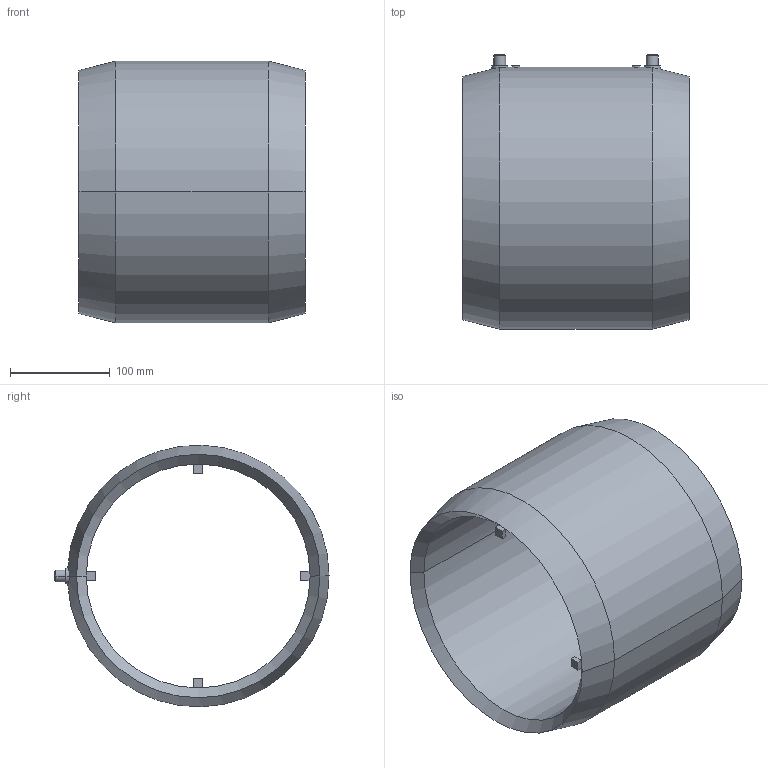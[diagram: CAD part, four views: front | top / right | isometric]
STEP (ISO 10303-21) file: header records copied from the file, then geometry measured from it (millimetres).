
FILE_DESCRIPTION( ( '' ), '1' );
FILE_NAME( 'AGRU_25173022517_PE_100_schwarz_E-Muffe_225_SDR_33-17_05.stp', '2017-12-12T09:52:32', ( '' ), ( '' ), ' ', ' ', ' ' );
FILE_SCHEMA( ( 'automotive_design' ) );
Length unit declared in the file: millimetre
Products named in the file (1): 1
Bounding box: 227.2 x 275.5 x 262.88 mm (x, y, z)
Volume: 2970126.4 mm3; surface area: 357556.6 mm2
Topology: 1 solids, 1 shells, 72 faces, 166 edges, 100 vertices
Faces by surface type: cylinder 28, plane 24, cone 20
Entity records: 4346 total; most frequent: CARTESIAN_POINT 753, DIRECTION 370, STYLED_ITEM 339, PRESENTATION_STYLE_ASSIGNMENT 339, COLOUR_RGB 339, ORIENTED_EDGE 332, EDGE_CURVE 166, CURVE_STYLE 166
